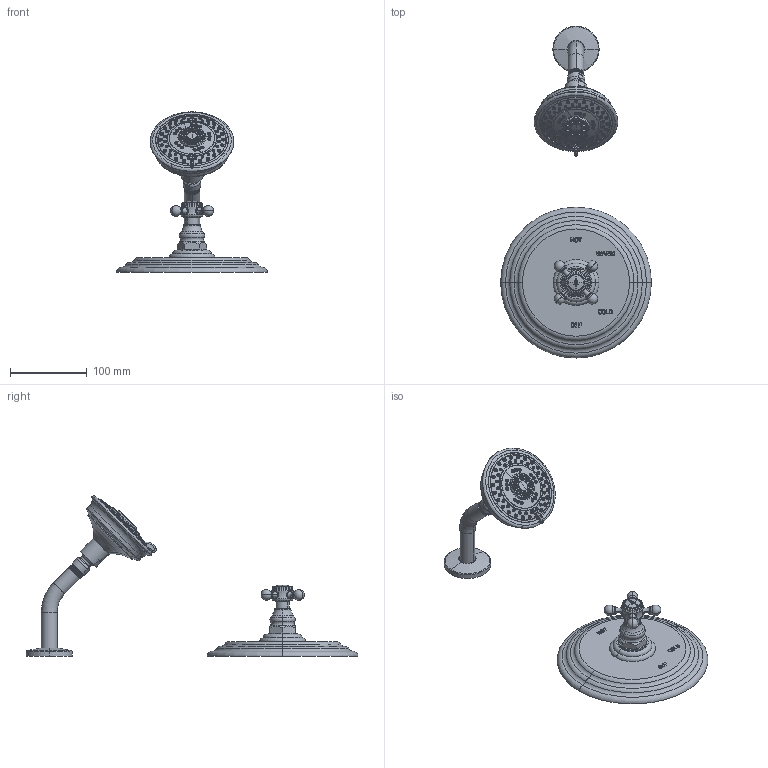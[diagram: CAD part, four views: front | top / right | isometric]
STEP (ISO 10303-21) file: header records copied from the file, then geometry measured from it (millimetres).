
FILE_DESCRIPTION((''),'2;1');
FILE_NAME('3-924BP','2021-05-25T16:38:09',('jinson.thomas'),(''),'CREO PARAMETRIC BY PTC INC, 2018400','CREO PARAMETRIC BY PTC INC, 2018400','');
FILE_SCHEMA(('CONFIG_CONTROL_DESIGN'));
Length unit declared in the file: inch
Products named in the file (1): 3-924BP
Bounding box: 196.85 x 433.45 x 209.53 mm (x, y, z)
Volume: 847213.3 mm3; surface area: 124493.7 mm2
Topology: 2 solids, 2 shells, 1429 faces, 3148 edges, 1894 vertices
Faces by surface type: torus 387, cone 320, plane 295, cylinder 225, bspline 100, extrusion 80, sphere 20, revolution 2
Entity records: 61332 total; most frequent: CARTESIAN_POINT 30797, ORIENTED_EDGE 6272, DIRECTION 6236, EDGE_CURVE 3136, AXIS2_PLACEMENT_3D 2557, VERTEX_POINT 1894, EDGE_LOOP 1628, FACE_OUTER_BOUND 1429
